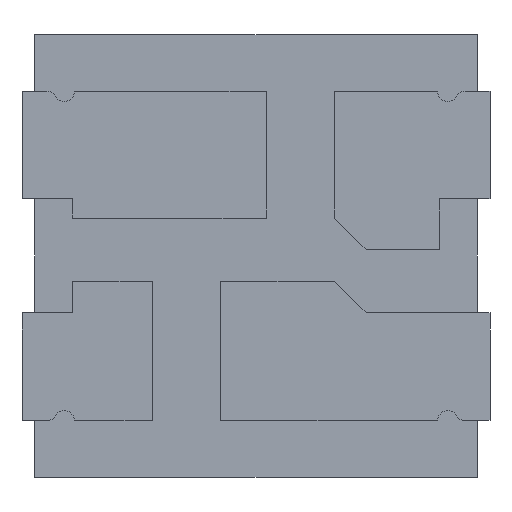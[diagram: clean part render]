
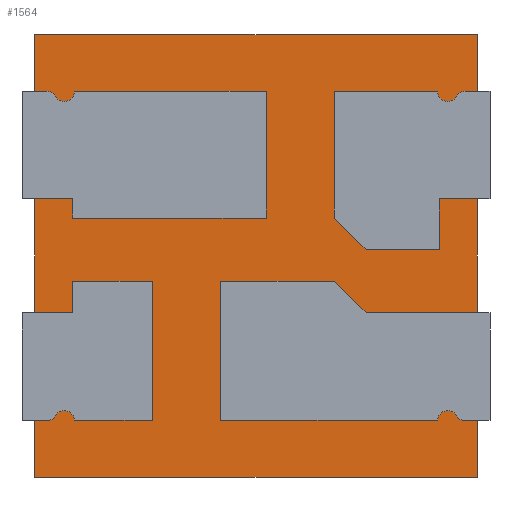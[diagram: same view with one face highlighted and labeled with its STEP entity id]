
A CAD part, front view. The second image highlights one B-rep face of the part: STEP entity #1564.
In plain terms, the highlighted planar face has unit normal (0, -1, 0).
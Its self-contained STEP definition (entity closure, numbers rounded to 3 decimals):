
#64 = DIRECTION ( 'NONE',  ( 1., 0., 0. ) ) ;
#126 = CARTESIAN_POINT ( 'NONE',  ( 1.75, 0.12, -1.75 ) ) ;
#175 = DIRECTION ( 'NONE',  ( 0., 0., -1. ) ) ;
#247 = ORIENTED_EDGE ( 'NONE', *, *, #762, .F. ) ;
#276 = LINE ( 'NONE', #1549, #600 ) ;
#366 = LINE ( 'NONE', #1813, #1259 ) ;
#524 = VERTEX_POINT ( 'NONE', #570 ) ;
#540 = VECTOR ( 'NONE', #64, 1000. ) ;
#559 = LINE ( 'NONE', #1437, #878 ) ;
#570 = CARTESIAN_POINT ( 'NONE',  ( 1.75, 0.12, 1.75 ) ) ;
#578 = VERTEX_POINT ( 'NONE', #851 ) ;
#579 = CARTESIAN_POINT ( 'NONE',  ( 1.75, 0.12, -0.45 ) ) ;
#600 = VECTOR ( 'NONE', #1010, 1000. ) ;
#684 = EDGE_CURVE ( 'NONE', #524, #776, #366, .T. ) ;
#762 = EDGE_CURVE ( 'NONE', #578, #1584, #276, .T. ) ;
#776 = VERTEX_POINT ( 'NONE', #126 ) ;
#784 = LINE ( 'NONE', #1359, #540 ) ;
#851 = CARTESIAN_POINT ( 'NONE',  ( -1.75, 0.12, -1.75 ) ) ;
#872 = FACE_OUTER_BOUND ( 'NONE', #1540, .T. ) ;
#878 = VECTOR ( 'NONE', #1827, 1000. ) ;
#1010 = DIRECTION ( 'NONE',  ( 0., 0., 1. ) ) ;
#1243 = EDGE_CURVE ( 'NONE', #776, #578, #559, .T. ) ;
#1259 = VECTOR ( 'NONE', #1632, 1000. ) ;
#1304 = ORIENTED_EDGE ( 'NONE', *, *, #1512, .F. ) ;
#1320 = CARTESIAN_POINT ( 'NONE',  ( -1.75, 0.12, 1.75 ) ) ;
#1359 = CARTESIAN_POINT ( 'NONE',  ( -1.75, 0.12, 1.75 ) ) ;
#1437 = CARTESIAN_POINT ( 'NONE',  ( 1.75, 0.12, -1.75 ) ) ;
#1453 = ORIENTED_EDGE ( 'NONE', *, *, #1243, .F. ) ;
#1454 = PLANE ( 'NONE',  #1803 ) ;
#1461 = DIRECTION ( 'NONE',  ( 0., -1., 0. ) ) ;
#1512 = EDGE_CURVE ( 'NONE', #1584, #524, #784, .T. ) ;
#1540 = EDGE_LOOP ( 'NONE', ( #1550, #1304, #247, #1453 ) ) ;
#1549 = CARTESIAN_POINT ( 'NONE',  ( -1.75, 0.12, -1.75 ) ) ;
#1550 = ORIENTED_EDGE ( 'NONE', *, *, #684, .F. ) ;
#1564 = ADVANCED_FACE ( 'NONE', ( #872 ), #1454, .T. ) ;
#1584 = VERTEX_POINT ( 'NONE', #1320 ) ;
#1632 = DIRECTION ( 'NONE',  ( 0., 0., -1. ) ) ;
#1803 = AXIS2_PLACEMENT_3D ( 'NONE', #579, #1461, #175 ) ;
#1813 = CARTESIAN_POINT ( 'NONE',  ( 1.75, 0.12, 1.75 ) ) ;
#1827 = DIRECTION ( 'NONE',  ( -1., 0., 0. ) ) ;
